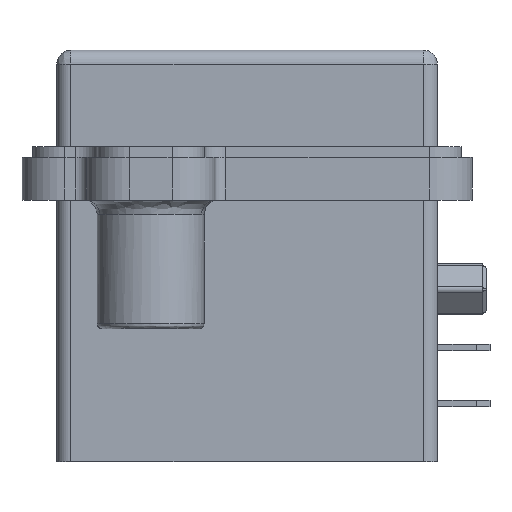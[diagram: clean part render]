
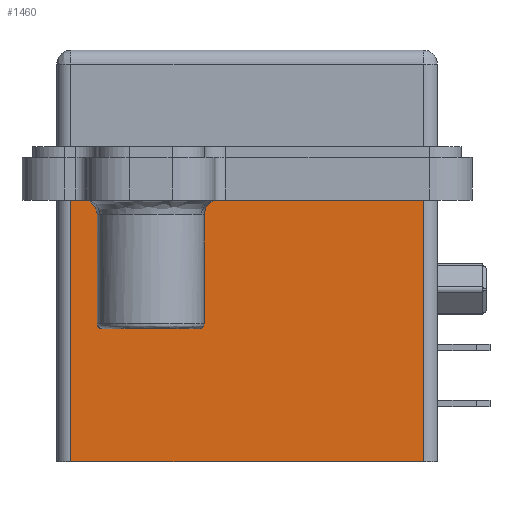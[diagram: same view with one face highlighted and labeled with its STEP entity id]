
A CAD part, left-side view. The second image highlights one B-rep face of the part: STEP entity #1460.
In plain terms, the highlighted planar face has unit normal (-1, 0, 0).
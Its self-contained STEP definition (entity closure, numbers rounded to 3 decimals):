
#91 = CARTESIAN_POINT ( 'NONE',  ( -8.125, -8.225, -7. ) ) ;
#259 = CARTESIAN_POINT ( 'NONE',  ( -8.125, -8.225, -19.2 ) ) ;
#560 = DIRECTION ( 'NONE',  ( 0., 1., 0. ) ) ;
#743 = AXIS2_PLACEMENT_3D ( 'NONE', #3994, #4235, #3996 ) ;
#803 = ORIENTED_EDGE ( 'NONE', *, *, #13225, .T. ) ;
#1460 = ADVANCED_FACE ( 'NONE', ( #9554 ), #4360, .T. ) ;
#2155 = ORIENTED_EDGE ( 'NONE', *, *, #23607, .T. ) ;
#3887 = EDGE_CURVE ( 'NONE', #7555, #10762, #15391, .T. ) ;
#3994 = CARTESIAN_POINT ( 'NONE',  ( -8.125, -8.225, -19.2 ) ) ;
#3996 = DIRECTION ( 'NONE',  ( 0., -1., 0. ) ) ;
#4235 = DIRECTION ( 'NONE',  ( -1., 0., 0. ) ) ;
#4360 = PLANE ( 'NONE',  #743 ) ;
#6595 = CARTESIAN_POINT ( 'NONE',  ( -8.125, 8.225, -19.2 ) ) ;
#6743 = LINE ( 'NONE', #9964, #11505 ) ;
#7331 = CARTESIAN_POINT ( 'NONE',  ( -8.125, 8.225, -7. ) ) ;
#7555 = VERTEX_POINT ( 'NONE', #6595 ) ;
#7651 = ORIENTED_EDGE ( 'NONE', *, *, #3887, .T. ) ;
#7990 = EDGE_CURVE ( 'NONE', #9843, #15040, #21769, .T. ) ;
#8539 = VECTOR ( 'NONE', #26432, 1000. ) ;
#8720 = LINE ( 'NONE', #12327, #14420 ) ;
#9554 = FACE_OUTER_BOUND ( 'NONE', #22116, .T. ) ;
#9843 = VERTEX_POINT ( 'NONE', #12854 ) ;
#9964 = CARTESIAN_POINT ( 'NONE',  ( -8.125, 8.225, -19.2 ) ) ;
#10048 = DIRECTION ( 'NONE',  ( 0., 0., -1. ) ) ;
#10361 = ORIENTED_EDGE ( 'NONE', *, *, #7990, .T. ) ;
#10414 = VECTOR ( 'NONE', #560, 1000. ) ;
#10762 = VERTEX_POINT ( 'NONE', #259 ) ;
#11009 = DIRECTION ( 'NONE',  ( 0., 0., 1. ) ) ;
#11505 = VECTOR ( 'NONE', #10048, 1000. ) ;
#12327 = CARTESIAN_POINT ( 'NONE',  ( -8.125, -8.225, -19.2 ) ) ;
#12854 = CARTESIAN_POINT ( 'NONE',  ( -8.125, -8.225, -7. ) ) ;
#13225 = EDGE_CURVE ( 'NONE', #10762, #9843, #8720, .T. ) ;
#14420 = VECTOR ( 'NONE', #11009, 1000. ) ;
#15040 = VERTEX_POINT ( 'NONE', #7331 ) ;
#15391 = LINE ( 'NONE', #26456, #8539 ) ;
#21769 = LINE ( 'NONE', #91, #10414 ) ;
#22116 = EDGE_LOOP ( 'NONE', ( #803, #10361, #2155, #7651 ) ) ;
#23607 = EDGE_CURVE ( 'NONE', #15040, #7555, #6743, .T. ) ;
#26432 = DIRECTION ( 'NONE',  ( 0., -1., 0. ) ) ;
#26456 = CARTESIAN_POINT ( 'NONE',  ( -8.125, 8.225, -19.2 ) ) ;
